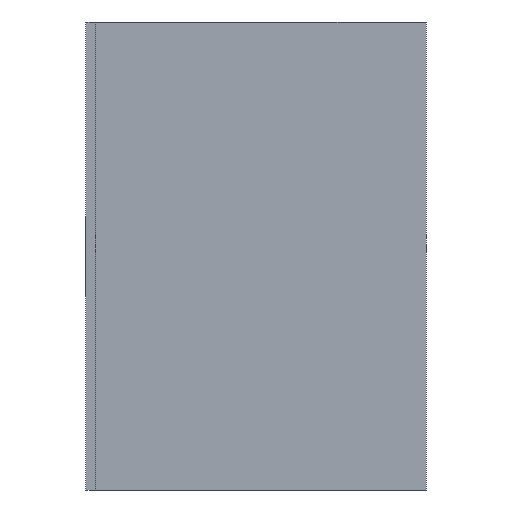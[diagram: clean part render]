
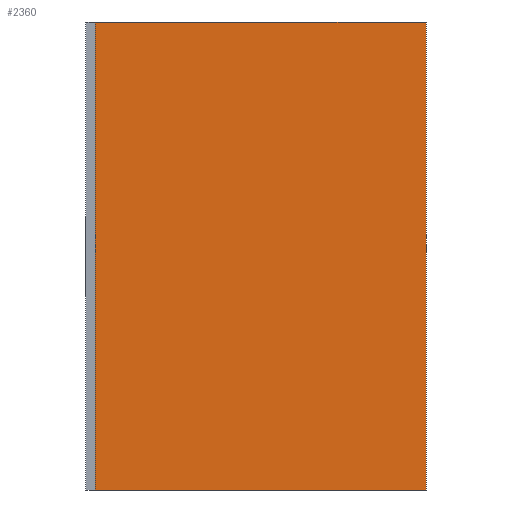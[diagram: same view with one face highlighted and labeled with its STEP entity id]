
A CAD part, left-side view. The second image highlights one B-rep face of the part: STEP entity #2360.
In plain terms, the highlighted planar face has unit normal (-1, 0, 0).
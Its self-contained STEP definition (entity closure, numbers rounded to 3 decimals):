
#85 = EDGE_CURVE ( 'NONE', #275, #204, #2468, .T. ) ;
#108 = VECTOR ( 'NONE', #2878, 1000. ) ;
#204 = VERTEX_POINT ( 'NONE', #2049 ) ;
#238 = DIRECTION ( 'NONE',  ( 0., 1., 0. ) ) ;
#270 = EDGE_CURVE ( 'NONE', #204, #2577, #1994, .T. ) ;
#275 = VERTEX_POINT ( 'NONE', #635 ) ;
#354 = CARTESIAN_POINT ( 'NONE',  ( -0.014, 0.378, 0. ) ) ;
#367 = ORIENTED_EDGE ( 'NONE', *, *, #270, .T. ) ;
#390 = CARTESIAN_POINT ( 'NONE',  ( -0.014, 0., -0.55 ) ) ;
#441 = CARTESIAN_POINT ( 'NONE',  ( -0.014, 0.378, -0.55 ) ) ;
#480 = VERTEX_POINT ( 'NONE', #1980 ) ;
#635 = CARTESIAN_POINT ( 'NONE',  ( -0.014, -0.011, -0.55 ) ) ;
#859 = EDGE_LOOP ( 'NONE', ( #367, #3414, #2761, #1110 ) ) ;
#971 = CARTESIAN_POINT ( 'NONE',  ( -0.014, 0., -0.55 ) ) ;
#1110 = ORIENTED_EDGE ( 'NONE', *, *, #85, .T. ) ;
#1170 = LINE ( 'NONE', #390, #3346 ) ;
#1188 = DIRECTION ( 'NONE',  ( 0., 1., 0. ) ) ;
#1396 = EDGE_CURVE ( 'NONE', #480, #2577, #1847, .T. ) ;
#1494 = AXIS2_PLACEMENT_3D ( 'NONE', #971, #2567, #238 ) ;
#1687 = CARTESIAN_POINT ( 'NONE',  ( -0.014, -0.011, -0.55 ) ) ;
#1698 = VECTOR ( 'NONE', #1995, 1000. ) ;
#1847 = LINE ( 'NONE', #441, #108 ) ;
#1980 = CARTESIAN_POINT ( 'NONE',  ( -0.014, 0.378, -0.55 ) ) ;
#1994 = LINE ( 'NONE', #2745, #2147 ) ;
#1995 = DIRECTION ( 'NONE',  ( 0., 0., 1. ) ) ;
#2049 = CARTESIAN_POINT ( 'NONE',  ( -0.014, -0.011, 0. ) ) ;
#2059 = FACE_OUTER_BOUND ( 'NONE', #859, .T. ) ;
#2147 = VECTOR ( 'NONE', #2807, 1000. ) ;
#2327 = EDGE_CURVE ( 'NONE', #275, #480, #1170, .T. ) ;
#2360 = ADVANCED_FACE ( 'NONE', ( #2059 ), #3101, .F. ) ;
#2468 = LINE ( 'NONE', #1687, #1698 ) ;
#2567 = DIRECTION ( 'NONE',  ( 1., 0., 0. ) ) ;
#2577 = VERTEX_POINT ( 'NONE', #354 ) ;
#2745 = CARTESIAN_POINT ( 'NONE',  ( -0.014, 0., 0. ) ) ;
#2761 = ORIENTED_EDGE ( 'NONE', *, *, #2327, .F. ) ;
#2807 = DIRECTION ( 'NONE',  ( 0., 1., 0. ) ) ;
#2878 = DIRECTION ( 'NONE',  ( 0., 0., 1. ) ) ;
#3101 = PLANE ( 'NONE',  #1494 ) ;
#3346 = VECTOR ( 'NONE', #1188, 1000. ) ;
#3414 = ORIENTED_EDGE ( 'NONE', *, *, #1396, .F. ) ;
